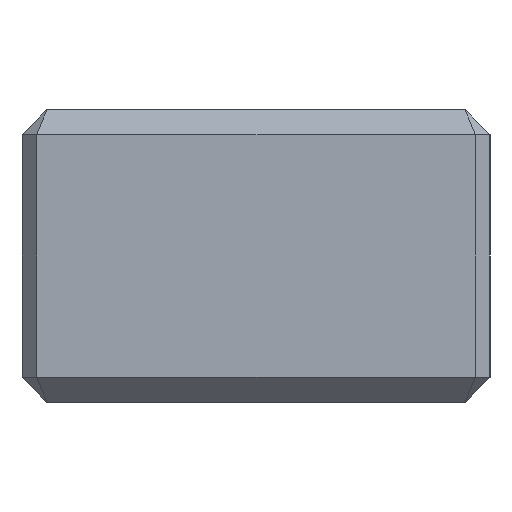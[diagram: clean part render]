
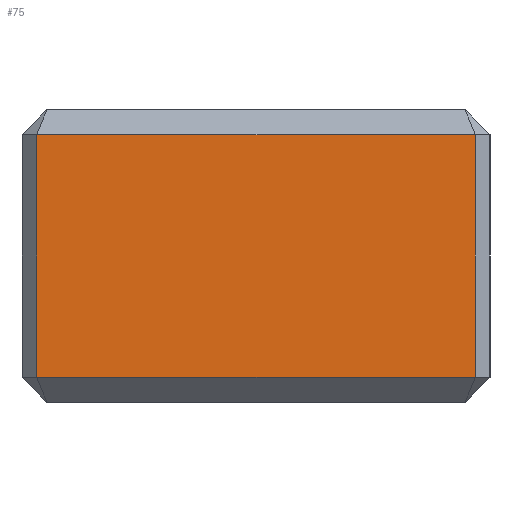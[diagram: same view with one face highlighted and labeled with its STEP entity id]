
A CAD part, left-side view. The second image highlights one B-rep face of the part: STEP entity #75.
In plain terms, the highlighted planar face has unit normal (-1, 0, 0).
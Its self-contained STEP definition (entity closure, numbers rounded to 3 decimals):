
#75 = ADVANCED_FACE( '', ( #107 ), #108, .F. );
#107 = FACE_OUTER_BOUND( '', #176, .T. );
#108 = PLANE( '', #177 );
#176 = EDGE_LOOP( '', ( #245, #246, #247, #248 ) );
#177 = AXIS2_PLACEMENT_3D( '', #249, #250, #251 );
#245 = ORIENTED_EDGE( '', *, *, #462, .T. );
#246 = ORIENTED_EDGE( '', *, *, #463, .T. );
#247 = ORIENTED_EDGE( '', *, *, #464, .T. );
#248 = ORIENTED_EDGE( '', *, *, #465, .T. );
#249 = CARTESIAN_POINT( '', ( -11., 8., 10. ) );
#250 = DIRECTION( '', ( 1., 0., 0. ) );
#251 = DIRECTION( '', ( 0., 0., -1. ) );
#462 = EDGE_CURVE( '', #524, #525, #526, .T. );
#463 = EDGE_CURVE( '', #525, #527, #528, .T. );
#464 = EDGE_CURVE( '', #527, #529, #530, .T. );
#465 = EDGE_CURVE( '', #529, #524, #531, .T. );
#524 = VERTEX_POINT( '', #624 );
#525 = VERTEX_POINT( '', #625 );
#526 = LINE( '', #626, #627 );
#527 = VERTEX_POINT( '', #628 );
#528 = LINE( '', #629, #630 );
#529 = VERTEX_POINT( '', #631 );
#530 = LINE( '', #632, #633 );
#531 = LINE( '', #634, #635 );
#624 = CARTESIAN_POINT( '', ( -11., 7.5, 9.15 ) );
#625 = CARTESIAN_POINT( '', ( -11., 7.5, 0.85 ) );
#626 = CARTESIAN_POINT( '', ( -11., 7.5, 10. ) );
#627 = VECTOR( '', #780, 1000. );
#628 = CARTESIAN_POINT( '', ( -11., -7.5, 0.85 ) );
#629 = CARTESIAN_POINT( '', ( -11., 8., 0.85 ) );
#630 = VECTOR( '', #781, 1000. );
#631 = CARTESIAN_POINT( '', ( -11., -7.5, 9.15 ) );
#632 = CARTESIAN_POINT( '', ( -11., -7.5, 10. ) );
#633 = VECTOR( '', #782, 1000. );
#634 = CARTESIAN_POINT( '', ( -11., 7.5, 9.15 ) );
#635 = VECTOR( '', #783, 1000. );
#780 = DIRECTION( '', ( 0., 0., -1. ) );
#781 = DIRECTION( '', ( 0., -1., 0. ) );
#782 = DIRECTION( '', ( 0., 0., 1. ) );
#783 = DIRECTION( '', ( 0., 1., 0. ) );
